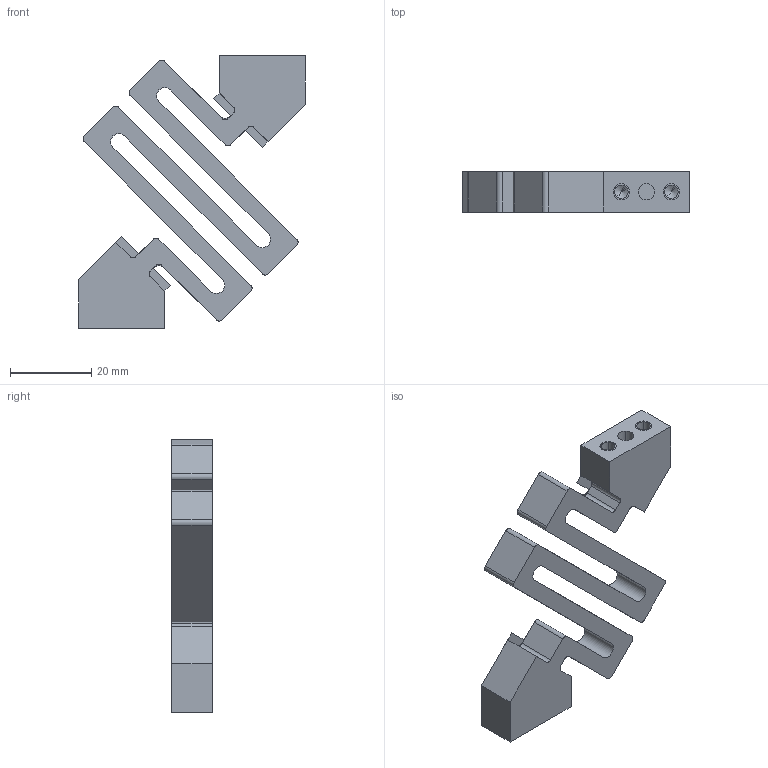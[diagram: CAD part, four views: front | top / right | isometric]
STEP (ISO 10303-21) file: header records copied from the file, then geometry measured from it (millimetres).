
FILE_DESCRIPTION((''),'2;1');
FILE_NAME('MG0009A0_ASM','2025-05-07T17:42:24',('sduddu'),(''),'CREO PARAMETRIC BY PTC INC, 2023014','CREO PARAMETRIC BY PTC INC, 2023014','');
FILE_SCHEMA(('AUTOMOTIVE_DESIGN { 1 0 10303 214 1 1 1 1 }'));
Length unit declared in the file: millimetre
Products named in the file (2): SINGLE_FOLDED_BEAM_DIRECT; MG0009A0_ASM
Assembly tree (1 placements, depth 2):
  MG0009A0_ASM
    SINGLE_FOLDED_BEAM_DIRECT
Bounding box: 55.86 x 10 x 67.13 mm (x, y, z)
Volume: 16322 mm3; surface area: 11620 mm2
Topology: 1 solids, 6 shells, 87 faces, 283 edges, 201 vertices
Faces by surface type: cylinder 40, plane 39, cone 8
Entity records: 4846 total; most frequent: DIRECTION 613, CARTESIAN_POINT 607, ORIENTED_EDGE 485, PRESENTATION_STYLE_ASSIGNMENT 295, STYLED_ITEM 289, CURVE_STYLE 283, EDGE_CURVE 275, AXIS2_PLACEMENT_3D 215
